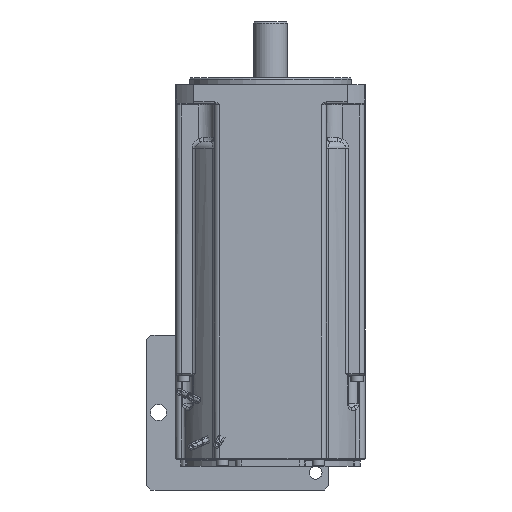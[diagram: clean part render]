
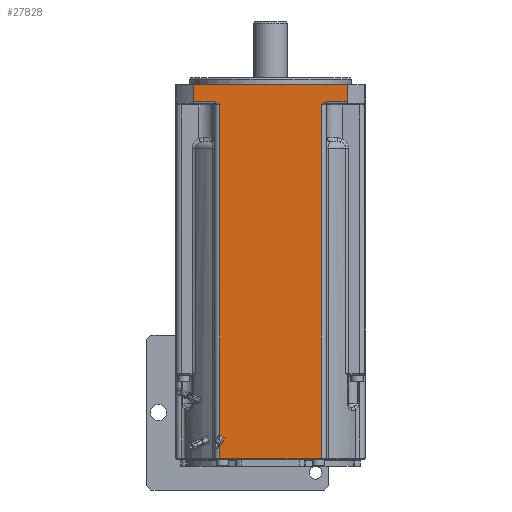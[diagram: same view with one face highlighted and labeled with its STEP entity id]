
A CAD part, front view. The second image highlights one B-rep face of the part: STEP entity #27828.
In plain terms, the highlighted planar face has unit normal (0, -1, 0).
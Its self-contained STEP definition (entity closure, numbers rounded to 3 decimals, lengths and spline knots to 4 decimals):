
#2414=LINE('',#53792,#4397);
#2415=LINE('',#53797,#4398);
#2447=LINE('',#54184,#4430);
#2448=LINE('',#54186,#4431);
#2449=LINE('',#54187,#4432);
#2450=LINE('',#54212,#4433);
#2451=LINE('',#54214,#4434);
#2452=LINE('',#54216,#4435);
#4397=VECTOR('',#35946,0.2985);
#4398=VECTOR('',#35951,0.2985);
#4430=VECTOR('',#36009,0.2515);
#4431=VECTOR('',#36010,2.2271);
#4432=VECTOR('',#36011,0.2515);
#4433=VECTOR('',#36012,5.1347);
#4434=VECTOR('',#36013,1.4732);
#4435=VECTOR('',#36014,5.1347);
#5119=B_SPLINE_CURVE_WITH_KNOTS('',3,(#54189,#54190,#54191,#54192,#54193,
#54194,#54195,#54196,#54197,#54198,#54199,#54200,#54201,#54202,#54203,#54204,
#54205,#54206,#54207,#54208,#54209,#54210),.UNSPECIFIED.,.F.,.F.,(4,3,3,
3,3,3,3,4),(0.,0.0004,0.0006,0.0007,
0.0011,0.0016,0.0017,0.0023),
 .UNSPECIFIED.);
#5120=B_SPLINE_CURVE_WITH_KNOTS('',3,(#54217,#54218,#54219,#54220,#54221,
#54222,#54223,#54224,#54225,#54226,#54227,#54228,#54229,#54230,#54231,#54232,
#54233,#54234,#54235),.UNSPECIFIED.,.F.,.F.,(4,3,3,3,3,3,4),(0.,
0.0006,0.0011,0.0011,0.0017,
0.002,0.0023),.UNSPECIFIED.);
#7292=FACE_OUTER_BOUND('',#9222,.T.);
#9222=EDGE_LOOP('',(#22779,#22780,#22781,#22782,#22783,#22784,#22785,#22786,
#22787,#22788));
#12651=VERTEX_POINT('',#53778);
#12652=VERTEX_POINT('',#53791);
#12653=VERTEX_POINT('',#53795);
#12654=VERTEX_POINT('',#53796);
#12697=VERTEX_POINT('',#54183);
#12698=VERTEX_POINT('',#54185);
#12699=VERTEX_POINT('',#54188);
#12700=VERTEX_POINT('',#54211);
#12701=VERTEX_POINT('',#54213);
#12702=VERTEX_POINT('',#54215);
#16058=EDGE_CURVE('',#12652,#12651,#2414,.T.);
#16060=EDGE_CURVE('',#12653,#12654,#2415,.T.);
#16118=EDGE_CURVE('',#12651,#12697,#2447,.T.);
#16119=EDGE_CURVE('',#12698,#12697,#2448,.T.);
#16120=EDGE_CURVE('',#12698,#12653,#2449,.T.);
#16121=EDGE_CURVE('',#12654,#12699,#5119,.T.);
#16122=EDGE_CURVE('',#12699,#12700,#2450,.T.);
#16123=EDGE_CURVE('',#12700,#12701,#2451,.T.);
#16124=EDGE_CURVE('',#12701,#12702,#2452,.T.);
#16125=EDGE_CURVE('',#12702,#12652,#5120,.T.);
#22779=ORIENTED_EDGE('',*,*,#16058,.T.);
#22780=ORIENTED_EDGE('',*,*,#16118,.T.);
#22781=ORIENTED_EDGE('',*,*,#16119,.F.);
#22782=ORIENTED_EDGE('',*,*,#16120,.T.);
#22783=ORIENTED_EDGE('',*,*,#16060,.T.);
#22784=ORIENTED_EDGE('',*,*,#16121,.T.);
#22785=ORIENTED_EDGE('',*,*,#16122,.T.);
#22786=ORIENTED_EDGE('',*,*,#16123,.T.);
#22787=ORIENTED_EDGE('',*,*,#16124,.T.);
#22788=ORIENTED_EDGE('',*,*,#16125,.T.);
#24864=PLANE('',#30017);
#27828=ADVANCED_FACE('',(#7292),#24864,.T.);
#30017=AXIS2_PLACEMENT_3D('',#54182,#36007,#36008);
#35946=DIRECTION('',(1.,0.,0.));
#35951=DIRECTION('',(1.,0.,0.));
#36007=DIRECTION('center_axis',(0.,-1.,0.));
#36008=DIRECTION('ref_axis',(0.,0.,-1.));
#36009=DIRECTION('',(0.,0.,1.));
#36010=DIRECTION('',(1.,0.,0.));
#36011=DIRECTION('',(0.,0.,-1.));
#36012=DIRECTION('',(0.,0.,-1.));
#36013=DIRECTION('',(1.,0.,0.));
#36014=DIRECTION('',(0.,0.,1.));
#53778=CARTESIAN_POINT('',(1.1136,-1.378,-0.2876));
#53791=CARTESIAN_POINT('',(0.8151,-1.378,-0.2876));
#53792=CARTESIAN_POINT('',(0.8151,-1.378,-0.2876));
#53795=CARTESIAN_POINT('',(-1.1136,-1.378,-0.2876));
#53796=CARTESIAN_POINT('',(-0.8151,-1.378,-0.2876));
#53797=CARTESIAN_POINT('',(-1.1136,-1.378,-0.2876));
#54182=CARTESIAN_POINT('Origin',(-1.378,-1.378,-0.3071));
#54183=CARTESIAN_POINT('',(1.1136,-1.378,-0.0361));
#54184=CARTESIAN_POINT('',(1.1136,-1.378,-0.2876));
#54185=CARTESIAN_POINT('',(-1.1136,-1.378,-0.0361));
#54186=CARTESIAN_POINT('',(-1.1136,-1.378,-0.0361));
#54187=CARTESIAN_POINT('',(-1.1136,-1.378,-0.0361));
#54188=CARTESIAN_POINT('',(-0.7366,-1.378,-0.3266));
#54189=CARTESIAN_POINT('Ctrl Pts',(-0.8151,-1.378,
-0.2876));
#54190=CARTESIAN_POINT('Ctrl Pts',(-0.8093,-1.378,
-0.2876));
#54191=CARTESIAN_POINT('Ctrl Pts',(-0.8036,-1.378,
-0.2884));
#54192=CARTESIAN_POINT('Ctrl Pts',(-0.7981,-1.378,
-0.2898));
#54193=CARTESIAN_POINT('Ctrl Pts',(-0.7964,-1.378,
-0.2902));
#54194=CARTESIAN_POINT('Ctrl Pts',(-0.7947,-1.378,-0.2907));
#54195=CARTESIAN_POINT('Ctrl Pts',(-0.793,-1.378,
-0.2912));
#54196=CARTESIAN_POINT('Ctrl Pts',(-0.7911,-1.378,
-0.2918));
#54197=CARTESIAN_POINT('Ctrl Pts',(-0.7891,-1.378,
-0.2925));
#54198=CARTESIAN_POINT('Ctrl Pts',(-0.7872,-1.378,
-0.2933));
#54199=CARTESIAN_POINT('Ctrl Pts',(-0.7822,-1.378,
-0.2953));
#54200=CARTESIAN_POINT('Ctrl Pts',(-0.7774,-1.378,
-0.2976));
#54201=CARTESIAN_POINT('Ctrl Pts',(-0.7728,-1.378,
-0.3003));
#54202=CARTESIAN_POINT('Ctrl Pts',(-0.7678,-1.378,
-0.3031));
#54203=CARTESIAN_POINT('Ctrl Pts',(-0.763,-1.378,
-0.3063));
#54204=CARTESIAN_POINT('Ctrl Pts',(-0.7583,-1.378,
-0.3096));
#54205=CARTESIAN_POINT('Ctrl Pts',(-0.7569,-1.378,
-0.3106));
#54206=CARTESIAN_POINT('Ctrl Pts',(-0.7555,-1.378,
-0.3117));
#54207=CARTESIAN_POINT('Ctrl Pts',(-0.7541,-1.378,
-0.3127));
#54208=CARTESIAN_POINT('Ctrl Pts',(-0.7482,-1.378,
-0.3172));
#54209=CARTESIAN_POINT('Ctrl Pts',(-0.7424,-1.378,
-0.3219));
#54210=CARTESIAN_POINT('Ctrl Pts',(-0.7366,-1.378,
-0.3266));
#54211=CARTESIAN_POINT('',(-0.7366,-1.378,-5.4613));
#54212=CARTESIAN_POINT('',(-0.7366,-1.378,-0.3266));
#54213=CARTESIAN_POINT('',(0.7366,-1.378,-5.4613));
#54214=CARTESIAN_POINT('',(-0.7366,-1.378,-5.4613));
#54215=CARTESIAN_POINT('',(0.7366,-1.378,-0.3266));
#54216=CARTESIAN_POINT('',(0.7366,-1.378,-5.4613));
#54217=CARTESIAN_POINT('Ctrl Pts',(0.7366,-1.378,
-0.3266));
#54218=CARTESIAN_POINT('Ctrl Pts',(0.7424,-1.378,
-0.3219));
#54219=CARTESIAN_POINT('Ctrl Pts',(0.7482,-1.378,
-0.3172));
#54220=CARTESIAN_POINT('Ctrl Pts',(0.7541,-1.378,
-0.3127));
#54221=CARTESIAN_POINT('Ctrl Pts',(0.7601,-1.378,
-0.3082));
#54222=CARTESIAN_POINT('Ctrl Pts',(0.7663,-1.378,-0.304));
#54223=CARTESIAN_POINT('Ctrl Pts',(0.7728,-1.378,-0.3003));
#54224=CARTESIAN_POINT('Ctrl Pts',(0.7728,-1.378,
-0.3003));
#54225=CARTESIAN_POINT('Ctrl Pts',(0.7728,-1.378,
-0.3003));
#54226=CARTESIAN_POINT('Ctrl Pts',(0.7728,-1.378,-0.3003));
#54227=CARTESIAN_POINT('Ctrl Pts',(0.7792,-1.378,
-0.2966));
#54228=CARTESIAN_POINT('Ctrl Pts',(0.7859,-1.378,
-0.2935));
#54229=CARTESIAN_POINT('Ctrl Pts',(0.793,-1.378,
-0.2912));
#54230=CARTESIAN_POINT('Ctrl Pts',(0.7968,-1.378,
-0.29));
#54231=CARTESIAN_POINT('Ctrl Pts',(0.8006,-1.378,
-0.2891));
#54232=CARTESIAN_POINT('Ctrl Pts',(0.8044,-1.378,
-0.2885));
#54233=CARTESIAN_POINT('Ctrl Pts',(0.8079,-1.378,
-0.2879));
#54234=CARTESIAN_POINT('Ctrl Pts',(0.8115,-1.378,
-0.2876));
#54235=CARTESIAN_POINT('Ctrl Pts',(0.8151,-1.378,
-0.2876));
